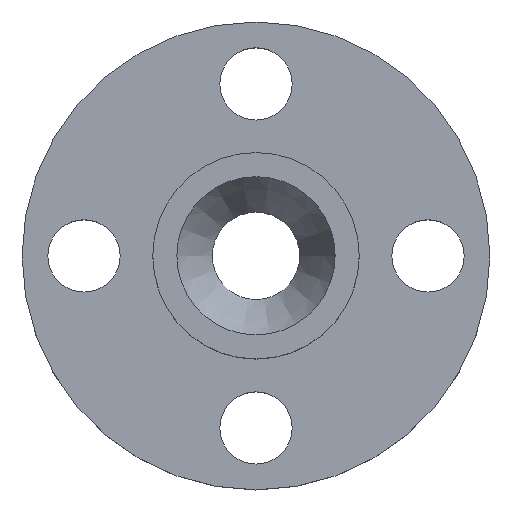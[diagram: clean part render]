
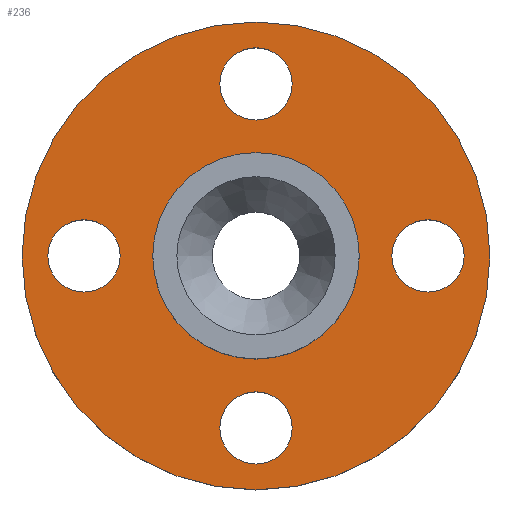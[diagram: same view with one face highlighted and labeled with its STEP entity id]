
A CAD part, top view. The second image highlights one B-rep face of the part: STEP entity #236.
In plain terms, the highlighted planar face has unit normal (0, 0, 1).
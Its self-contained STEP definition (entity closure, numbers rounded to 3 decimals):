
#15=FACE_BOUND('',#57,.T.);
#16=FACE_BOUND('',#58,.T.);
#17=FACE_BOUND('',#59,.T.);
#18=FACE_BOUND('',#60,.T.);
#19=FACE_BOUND('',#61,.T.);
#26=PLANE('',#287);
#44=FACE_OUTER_BOUND('',#56,.T.);
#56=EDGE_LOOP('',(#202,#203));
#57=EDGE_LOOP('',(#204));
#58=EDGE_LOOP('',(#205));
#59=EDGE_LOOP('',(#206));
#60=EDGE_LOOP('',(#207));
#61=EDGE_LOOP('',(#208));
#96=CIRCLE('',#271,5.25);
#99=CIRCLE('',#275,5.25);
#102=CIRCLE('',#279,5.25);
#105=CIRCLE('',#283,5.25);
#107=CIRCLE('',#286,15.);
#108=CIRCLE('',#288,34.);
#109=CIRCLE('',#289,34.);
#118=VERTEX_POINT('',#395);
#121=VERTEX_POINT('',#403);
#124=VERTEX_POINT('',#411);
#127=VERTEX_POINT('',#419);
#129=VERTEX_POINT('',#425);
#130=VERTEX_POINT('',#429);
#131=VERTEX_POINT('',#430);
#144=EDGE_CURVE('',#118,#118,#96,.T.);
#148=EDGE_CURVE('',#121,#121,#99,.T.);
#152=EDGE_CURVE('',#124,#124,#102,.T.);
#156=EDGE_CURVE('',#127,#127,#105,.T.);
#159=EDGE_CURVE('',#129,#129,#107,.T.);
#160=EDGE_CURVE('',#130,#131,#108,.T.);
#161=EDGE_CURVE('',#131,#130,#109,.T.);
#202=ORIENTED_EDGE('',*,*,#160,.F.);
#203=ORIENTED_EDGE('',*,*,#161,.F.);
#204=ORIENTED_EDGE('',*,*,#144,.T.);
#205=ORIENTED_EDGE('',*,*,#148,.T.);
#206=ORIENTED_EDGE('',*,*,#152,.T.);
#207=ORIENTED_EDGE('',*,*,#156,.T.);
#208=ORIENTED_EDGE('',*,*,#159,.F.);
#236=ADVANCED_FACE('',(#44,#15,#16,#17,#18,#19),#26,.T.);
#271=AXIS2_PLACEMENT_3D('',#397,#322,#323);
#275=AXIS2_PLACEMENT_3D('',#405,#331,#332);
#279=AXIS2_PLACEMENT_3D('',#413,#340,#341);
#283=AXIS2_PLACEMENT_3D('',#421,#349,#350);
#286=AXIS2_PLACEMENT_3D('',#427,#356,#357);
#287=AXIS2_PLACEMENT_3D('',#428,#358,#359);
#288=AXIS2_PLACEMENT_3D('',#431,#360,#361);
#289=AXIS2_PLACEMENT_3D('',#432,#362,#363);
#322=DIRECTION('center_axis',(0.,0.,-1.));
#323=DIRECTION('ref_axis',(-1.,0.,0.));
#331=DIRECTION('center_axis',(0.,0.,-1.));
#332=DIRECTION('ref_axis',(-1.,0.,0.));
#340=DIRECTION('center_axis',(0.,0.,-1.));
#341=DIRECTION('ref_axis',(-1.,0.,0.));
#349=DIRECTION('center_axis',(0.,0.,-1.));
#350=DIRECTION('ref_axis',(-1.,0.,0.));
#356=DIRECTION('center_axis',(0.,0.,1.));
#357=DIRECTION('ref_axis',(1.,0.,0.));
#358=DIRECTION('center_axis',(0.,0.,1.));
#359=DIRECTION('ref_axis',(1.,0.,0.));
#360=DIRECTION('center_axis',(0.,0.,-1.));
#361=DIRECTION('ref_axis',(-1.,0.,0.));
#362=DIRECTION('center_axis',(0.,0.,-1.));
#363=DIRECTION('ref_axis',(-1.,0.,0.));
#395=CARTESIAN_POINT('',(30.25,0.,-2.5));
#397=CARTESIAN_POINT('Origin',(25.,0.,-2.5));
#403=CARTESIAN_POINT('',(5.25,-25.,-2.5));
#405=CARTESIAN_POINT('Origin',(0.,-25.,-2.5));
#411=CARTESIAN_POINT('',(5.25,25.,-2.5));
#413=CARTESIAN_POINT('Origin',(0.,25.,-2.5));
#419=CARTESIAN_POINT('',(-19.75,0.,-2.5));
#421=CARTESIAN_POINT('Origin',(-25.,0.,-2.5));
#425=CARTESIAN_POINT('',(-15.,0.,-2.5));
#427=CARTESIAN_POINT('Origin',(0.,0.,-2.5));
#428=CARTESIAN_POINT('Origin',(0.,0.,
-2.5));
#429=CARTESIAN_POINT('',(-34.,0.,-2.5));
#430=CARTESIAN_POINT('',(34.,0.,-2.5));
#431=CARTESIAN_POINT('Origin',(0.,0.,-2.5));
#432=CARTESIAN_POINT('Origin',(0.,0.,-2.5));
